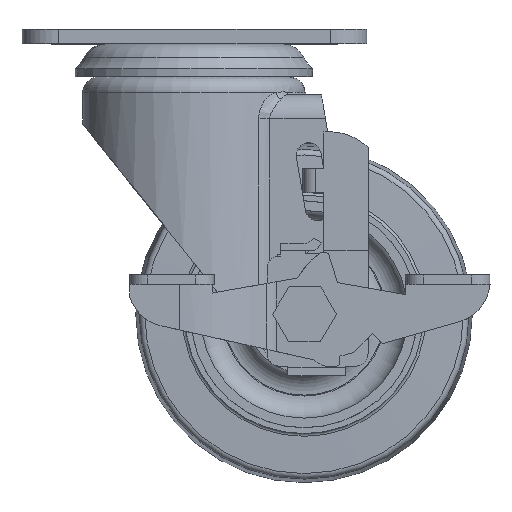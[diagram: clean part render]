
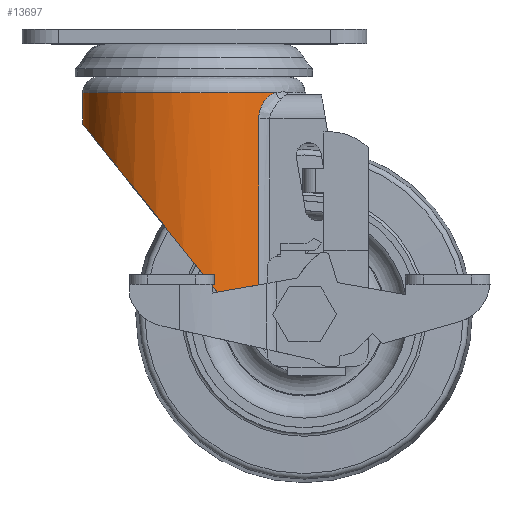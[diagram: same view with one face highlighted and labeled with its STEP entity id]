
A CAD part, top view. The second image highlights one B-rep face of the part: STEP entity #13697.
In plain terms, the highlighted cylindrical face has radius 29.426 mm (diameter 58.852 mm), a partial arc.
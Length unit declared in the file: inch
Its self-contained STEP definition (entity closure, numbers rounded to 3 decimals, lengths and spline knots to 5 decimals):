
#157=B_SPLINE_CURVE_WITH_KNOTS('',3,(#21792,#21793,#21794,#21795),
 .UNSPECIFIED.,.F.,.U.,(4,4),(0.,1.),.UNSPECIFIED.);
#158=B_SPLINE_CURVE_WITH_KNOTS('',3,(#21797,#21798,#21799,#21800,#21801,
#21802,#21803,#21804,#21805,#21806,#21807,#21808,#21809,#21810,#21811,#21812,
#21813,#21814,#21815,#21816,#21817,#21818,#21819,#21820,#21821,#21822,#21823,
#21824,#21825,#21826,#21827,#21828,#21829,#21830,#21831),.UNSPECIFIED.,.F.,
 .U.,(4,2,2,1,1,1,2,2,2,2,1,1,1,2,2,2,2,2,1,2,4),(0.,0.125,0.1875,
0.21875,0.23438,0.24219,0.24609,
0.25,0.375,0.4375,0.46875,
0.48438,0.49219,0.49609,0.5,
0.75,0.78125,0.79688,0.8125,0.875,
1.),.UNSPECIFIED.);
#288=(
BOUNDED_CURVE()
B_SPLINE_CURVE(3,(#21783,#21784,#21785,#21786),.UNSPECIFIED.,.F.,.U.)
B_SPLINE_CURVE_WITH_KNOTS((4,4),(4.09093,6.28319),
 .UNSPECIFIED.)
CURVE()
GEOMETRIC_REPRESENTATION_ITEM()
RATIONAL_B_SPLINE_CURVE((1.,0.638,0.638,1.))
REPRESENTATION_ITEM('')
);
#3230=VECTOR('',#17588,1.);
#4118=LINE('',#21363,#3230);
#5142=VERTEX_POINT('',#21314);
#5143=VERTEX_POINT('',#21316);
#5146=VERTEX_POINT('',#21361);
#5266=VERTEX_POINT('',#21782);
#5267=VERTEX_POINT('',#21796);
#6079=CIRCLE('',#14896,1.1585);
#7270=EDGE_CURVE('',#5142,#5143,#6079,.T.);
#7281=EDGE_CURVE('',#5146,#5142,#4118,.T.);
#7432=EDGE_CURVE('',#5266,#5146,#288,.T.);
#7434=EDGE_CURVE('',#5266,#5267,#157,.T.);
#7435=EDGE_CURVE('',#5267,#5143,#158,.T.);
#10078=ORIENTED_EDGE('',*,*,#7281,.F.);
#10079=ORIENTED_EDGE('',*,*,#7432,.F.);
#10080=ORIENTED_EDGE('',*,*,#7434,.T.);
#10081=ORIENTED_EDGE('',*,*,#7435,.T.);
#10082=ORIENTED_EDGE('',*,*,#7270,.F.);
#12115=EDGE_LOOP('',(#10078,#10079,#10080,#10081,#10082));
#12930=FACE_BOUND('',#12115,.T.);
#13697=ADVANCED_FACE('',(#12930),#25321,.T.);
#14896=AXIS2_PLACEMENT_3D('',#21315,#17566,#17567);
#14968=AXIS2_PLACEMENT_3D('',#21791,#17780,#17781);
#17566=DIRECTION('',(0.,1.,0.));
#17567=DIRECTION('',(-1.159,0.,0.));
#17588=DIRECTION('',(0.,1.,0.));
#17780=DIRECTION('',(0.,1.,0.));
#17781=DIRECTION('',(-1.159,0.,0.));
#21314=CARTESIAN_POINT('',(-1.1585,-0.12816,0.));
#21315=CARTESIAN_POINT('',(0.,-0.12816,0.));
#21316=CARTESIAN_POINT('',(0.85062,-0.12816,0.7865));
#21361=CARTESIAN_POINT('',(-1.1585,-0.45358,0.));
#21363=CARTESIAN_POINT('',(-1.1585,0.34148,0.));
#21782=CARTESIAN_POINT('',(0.67451,-2.74155,0.94189));
#21783=CARTESIAN_POINT('',(0.67451,-2.74155,0.94189));
#21784=CARTESIAN_POINT('',(-0.20086,-1.64891,1.56876));
#21785=CARTESIAN_POINT('',(-1.1585,-0.45358,1.07667));
#21786=CARTESIAN_POINT('',(-1.1585,-0.45358,0.));
#21791=CARTESIAN_POINT('',(0.,0.34148,0.));
#21792=CARTESIAN_POINT('',(0.67451,-2.74155,0.94189));
#21793=CARTESIAN_POINT('',(0.67451,-1.96108,0.94189));
#21794=CARTESIAN_POINT('',(0.67451,-1.18062,0.94189));
#21795=CARTESIAN_POINT('',(0.67451,-0.40016,0.94189));
#21796=CARTESIAN_POINT('',(0.67451,-0.40016,0.94189));
#21797=CARTESIAN_POINT('',(0.67451,-0.40016,0.94189));
#21798=CARTESIAN_POINT('',(0.67451,-0.38158,0.94189));
#21799=CARTESIAN_POINT('',(0.67605,-0.36333,0.94079));
#21800=CARTESIAN_POINT('',(0.68065,-0.33646,0.93747));
#21801=CARTESIAN_POINT('',(0.68256,-0.32759,0.93608));
#21802=CARTESIAN_POINT('',(0.68599,-0.31441,0.93356));
#21803=CARTESIAN_POINT('',(0.68785,-0.30785,0.93219));
#21804=CARTESIAN_POINT('',(0.69026,-0.30025,0.93041));
#21805=CARTESIAN_POINT('',(0.69153,-0.29647,0.92947));
#21806=CARTESIAN_POINT('',(0.69209,-0.29485,0.92905));
#21807=CARTESIAN_POINT('',(0.69246,-0.29377,0.92877));
#21808=CARTESIAN_POINT('',(0.69267,-0.29317,0.92862));
#21809=CARTESIAN_POINT('',(0.69826,-0.27728,0.92445));
#21810=CARTESIAN_POINT('',(0.70467,-0.26272,0.91959));
#21811=CARTESIAN_POINT('',(0.71571,-0.24214,0.91099));
#21812=CARTESIAN_POINT('',(0.71963,-0.23549,0.9079));
#21813=CARTESIAN_POINT('',(0.72584,-0.22583,0.90293));
#21814=CARTESIAN_POINT('',(0.72903,-0.22107,0.90036));
#21815=CARTESIAN_POINT('',(0.7329,-0.21567,0.89721));
#21816=CARTESIAN_POINT('',(0.73487,-0.213,0.89559));
#21817=CARTESIAN_POINT('',(0.73573,-0.21187,0.89489));
#21818=CARTESIAN_POINT('',(0.7363,-0.21111,0.89442));
#21819=CARTESIAN_POINT('',(0.73661,-0.21069,0.89416));
#21820=CARTESIAN_POINT('',(0.75327,-0.18884,0.88043));
#21821=CARTESIAN_POINT('',(0.77175,-0.17104,0.86446));
#21822=CARTESIAN_POINT('',(0.7944,-0.15518,0.84325));
#21823=CARTESIAN_POINT('',(0.79694,-0.15347,0.84085));
#21824=CARTESIAN_POINT('',(0.80079,-0.151,0.83718));
#21825=CARTESIAN_POINT('',(0.80193,-0.15029,0.83608));
#21826=CARTESIAN_POINT('',(0.80425,-0.14886,0.83385));
#21827=CARTESIAN_POINT('',(0.81009,-0.14536,0.82821));
#21828=CARTESIAN_POINT('',(0.81604,-0.14217,0.82234));
#21829=CARTESIAN_POINT('',(0.83053,-0.13512,0.80779));
#21830=CARTESIAN_POINT('',(0.84047,-0.13124,0.79747));
#21831=CARTESIAN_POINT('',(0.85062,-0.12816,0.7865));
#25321=CYLINDRICAL_SURFACE('',#14968,1.1585);
